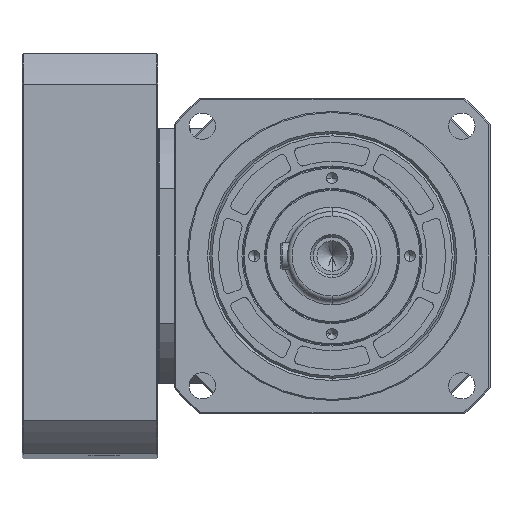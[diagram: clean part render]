
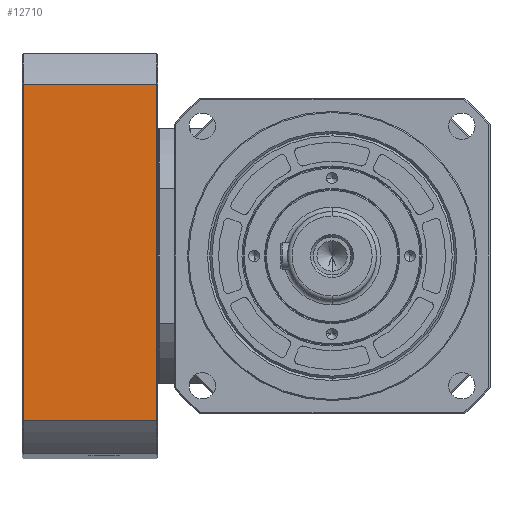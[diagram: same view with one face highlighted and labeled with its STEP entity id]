
A CAD part, left-side view. The second image highlights one B-rep face of the part: STEP entity #12710.
In plain terms, the highlighted face is planar.
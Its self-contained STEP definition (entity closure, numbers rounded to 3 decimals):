
#10026=DIRECTION('',(-1.,0.,0.));
#10027=VECTOR('',#10026,60.);
#10028=CARTESIAN_POINT('',(60.5,-75.54,90.));
#10029=LINE('',#10028,#10027);
#10038=CARTESIAN_POINT('',(0.5,-75.54,90.));
#10057=DIRECTION('',(0.,1.,0.));
#10058=VECTOR('',#10057,151.079);
#10059=CARTESIAN_POINT('',(0.5,-75.54,90.));
#10060=LINE('',#10059,#10058);
#10129=DIRECTION('',(1.,0.,0.));
#10130=VECTOR('',#10129,60.);
#10131=CARTESIAN_POINT('',(0.5,75.54,90.));
#10132=LINE('',#10131,#10130);
#10141=DIRECTION('',(0.,-1.,0.));
#10142=VECTOR('',#10141,151.079);
#10143=CARTESIAN_POINT('',(60.5,75.54,90.));
#10144=LINE('',#10143,#10142);
#11634=CARTESIAN_POINT('',(60.5,-75.54,90.));
#11636=VERTEX_POINT('',#11634);
#11792=CARTESIAN_POINT('',(0.5,75.54,90.));
#11794=VERTEX_POINT('',#11792);
#11915=CARTESIAN_POINT('',(60.5,75.54,90.));
#11916=VERTEX_POINT('',#11915);
#11919=VERTEX_POINT('',#10038);
#12698=CARTESIAN_POINT('',(0.,-90.,90.));
#12699=DIRECTION('',(0.,0.,1.));
#12700=DIRECTION('',(0.,-1.,0.));
#12701=AXIS2_PLACEMENT_3D('',#12698,#12699,#12700);
#12702=PLANE('',#12701);
#12703=ORIENTED_EDGE('',*,*,#12551,.T.);
#12704=ORIENTED_EDGE('',*,*,#12604,.T.);
#12705=ORIENTED_EDGE('',*,*,#12689,.T.);
#12707=ORIENTED_EDGE('',*,*,#12706,.T.);
#12708=EDGE_LOOP('',(#12703,#12704,#12705,#12707));
#12709=FACE_OUTER_BOUND('',#12708,.F.);
#12710=ADVANCED_FACE('',(#12709),#12702,.T.);
#12551=EDGE_CURVE('',#11636,#11919,#10029,.T.);
#12604=EDGE_CURVE('',#11919,#11794,#10060,.T.);
#12689=EDGE_CURVE('',#11794,#11916,#10132,.T.);
#12706=EDGE_CURVE('',#11916,#11636,#10144,.T.);
